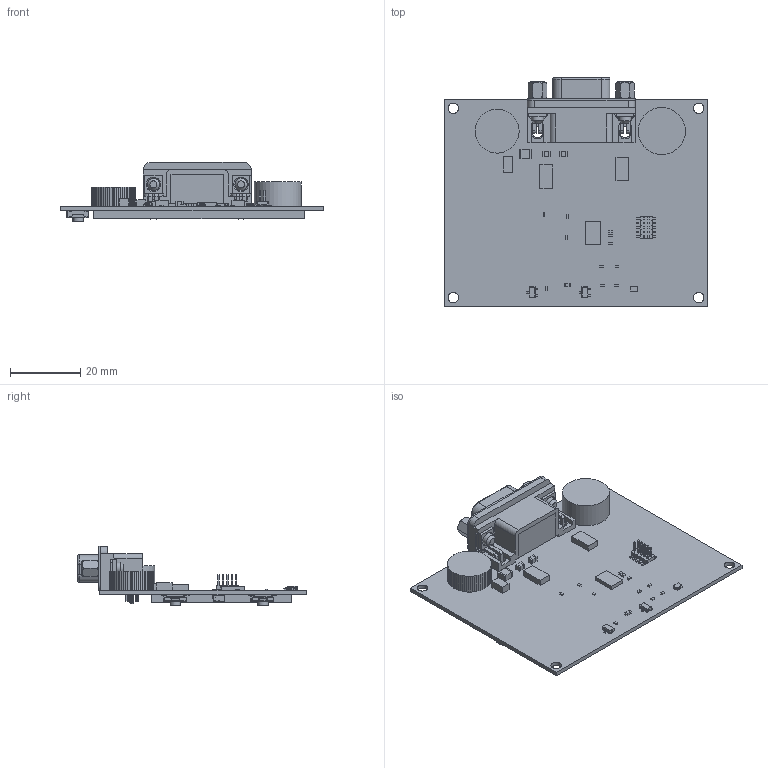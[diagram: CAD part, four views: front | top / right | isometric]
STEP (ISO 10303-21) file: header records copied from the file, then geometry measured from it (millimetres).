
FILE_DESCRIPTION(('Open CASCADE Model'),'2;1');
FILE_NAME('Open CASCADE Shape Model','2020-04-01T22:53:14',('Author'),( 'Open CASCADE'),'Open CASCADE STEP processor 6.8','Open CASCADE 6.8' ,'Unknown');
FILE_SCHEMA(('AUTOMOTIVE_DESIGN { 1 0 10303 214 1 1 1 1 }'));
Length unit declared in the file: millimetre
Products named in the file (91): PCB; Board; Open CASCADE STEP translator 6.8 1.1.1; C6; 6167571536; Cylinder; R10; 6167567936; Extruded; 6167567696; R9; 6167569696; 6167569456; R3; Q2; 6087023632; Body; Open_CASCADE_STEP_translator_6.8_5.1.1; Leader; Q1; L1; FNR201610S_(estimate)_v2; J2; 618009231121; 6180xx2xxx21_PIN__COURTE; 6180xx2xxx21_PIN__LONGUE; 6180092xxx21; 6180092xx221_ARRIERE; 6180xx2xxx21_CLIP; 6180xx2xxx21_VISSE; 6180xx2xxx21_SERRAGE; C5; 6167568576; 6167568176; U3; 6167567296; U2; S1; 6167570336; 6167570256 ...
Assembly tree (139 placements, depth 5):
  PCB
    Board
      Open CASCADE STEP translator 6.8 1.1.1
    C6
      6167571536
        Cylinder
    R10
      6167567936  x2
        Extruded
      6167567696
        Extruded
    R9
      6167569696  x2
        Extruded
      6167569456
        Extruded
    R3
      6167569696  x2
        Extruded
      6167569456
        Extruded
    Q2
      6087023632
        Body
          Open_CASCADE_STEP_translator_6.8_5.1.1
        Leader  x3
    Q1
      6087023632
        Body
          Open_CASCADE_STEP_translator_6.8_5.1.1
        Leader  x3
    L1
      FNR201610S_(estimate)_v2
    J2
      618009231121
        6180xx2xxx21_PIN__COURTE  x4
        6180xx2xxx21_PIN__LONGUE  x5
        6180092xxx21
        6180092xx221_ARRIERE
        6180092xxx21
        6180xx2xxx21_CLIP  x2
        6180xx2xxx21_VISSE  x2
        6180xx2xxx21_SERRAGE  x2
    C5
      6167568576  x2
        Extruded
      6167568176
        Extruded
    U3
      6167567296
        Extruded
    U2
      6167567296
        Extruded
    S1
      6167570336
        Extruded
      6167570256  x2
        Extruded
    F1
Bounding box: 75 x 65.25 x 16.84 mm (x, y, z)
Volume: 16362.8 mm3; surface area: 23589.5 mm2
Topology: 93 solids, 93 shells, 2586 faces, 6545 edges, 4144 vertices
Faces by surface type: plane 1889, cylinder 531, bspline 97, torus 32, cone 21, sphere 16
Full cylindrical faces by diameter (mm): 0.85 x2, 1 x9, 1.2 x9, 1.3 x2, 3 x6, 3.121 x4, 3.15 x2, 3.2 x2, 3.5 x2, 4 x8, 13.45 x1
Entity records: 47270 total; most frequent: CARTESIAN_POINT 9512, ORIENTED_EDGE 6564, DIRECTION 6350, EDGE_CURVE 3282, LINE 2662, VECTOR 2662, VERTEX_POINT 2100, AXIS2_PLACEMENT_3D 1844
